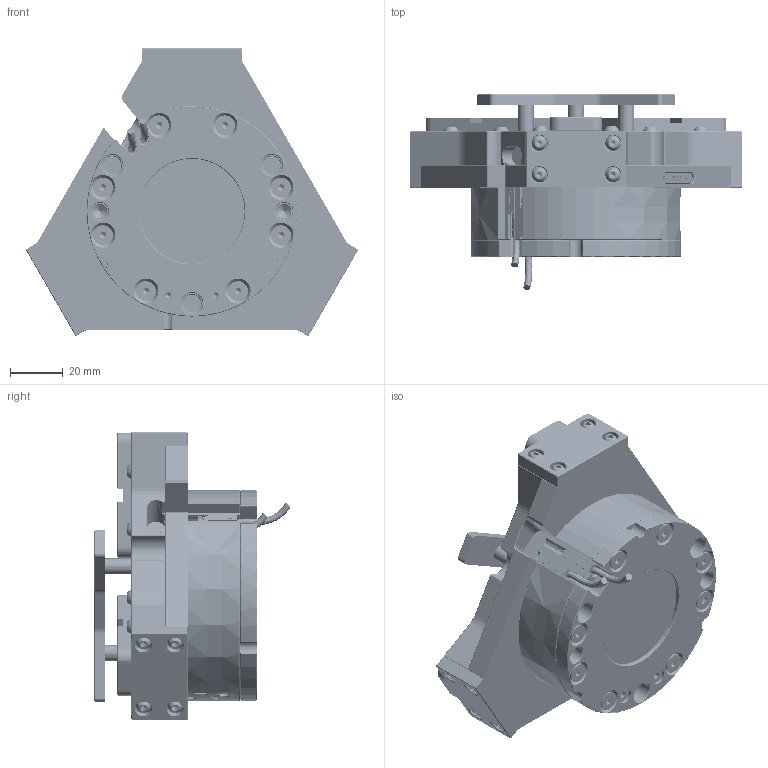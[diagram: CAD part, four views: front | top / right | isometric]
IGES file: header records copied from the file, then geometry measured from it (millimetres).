
Start section: SolidWorks IGES file using analytic representation for surfaces
Global section: file name: FY-JGZ 80-1-SAD.IGS; native system: SolidWorks 2015; preprocessor: SolidWorks 2015; author: Administrator; date: 240413.103700; units: millimetre
Bounding box: 126.14 x 74.61 x 109.33 mm (x, y, z)
Surface area: 111597 mm2 (no closed solid volume)
Topology: 0 solids, 0 shells, 4044 faces, 42388 edges, 42257 vertices
Faces by surface type: bspline 2795, revolution 1249
